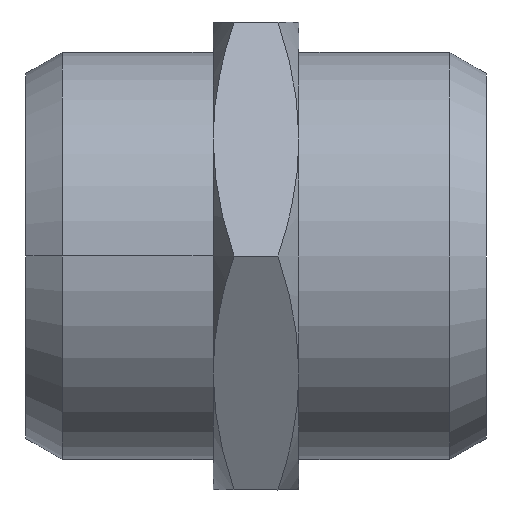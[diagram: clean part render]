
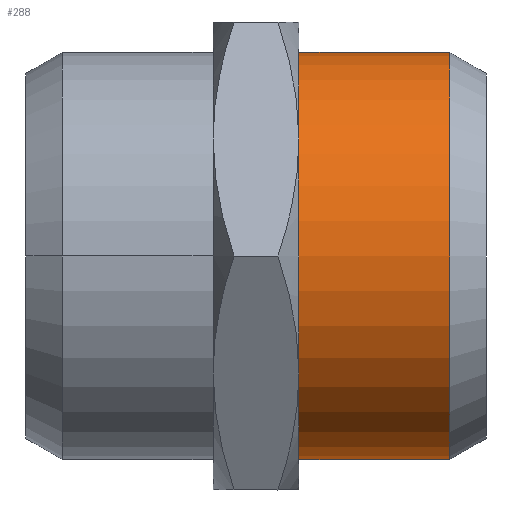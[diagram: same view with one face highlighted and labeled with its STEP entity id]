
A CAD part, left-side view. The second image highlights one B-rep face of the part: STEP entity #288.
In plain terms, the highlighted cylindrical face has radius 13.05 mm (diameter 26.1 mm), a partial arc.
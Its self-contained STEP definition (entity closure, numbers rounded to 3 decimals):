
#18 = EDGE_LOOP ( 'NONE', ( #91, #361, #44, #547 ) ) ;
#44 = ORIENTED_EDGE ( 'NONE', *, *, #914, .T. ) ;
#79 = DIRECTION ( 'NONE',  ( 0., -1., 0. ) ) ;
#91 = ORIENTED_EDGE ( 'NONE', *, *, #819, .F. ) ;
#134 = AXIS2_PLACEMENT_3D ( 'NONE', #509, #521, #749 ) ;
#137 = CARTESIAN_POINT ( 'NONE',  ( 0., 12., 0. ) ) ;
#161 = LINE ( 'NONE', #976, #337 ) ;
#166 = CIRCLE ( 'NONE', #134, 13.05 ) ;
#173 = EDGE_CURVE ( 'NONE', #975, #852, #203, .T. ) ;
#203 = CIRCLE ( 'NONE', #813, 13.05 ) ;
#244 = DIRECTION ( 'NONE',  ( 0., 0., -1. ) ) ;
#246 = AXIS2_PLACEMENT_3D ( 'NONE', #137, #397, #627 ) ;
#288 = ADVANCED_FACE ( 'NONE', ( #696 ), #761, .T. ) ;
#337 = VECTOR ( 'NONE', #501, 1000. ) ;
#361 = ORIENTED_EDGE ( 'NONE', *, *, #173, .F. ) ;
#396 = CARTESIAN_POINT ( 'NONE',  ( 0., 2.338, -13.05 ) ) ;
#397 = DIRECTION ( 'NONE',  ( 0., -1., 0. ) ) ;
#499 = CARTESIAN_POINT ( 'NONE',  ( 0., 12., -13.05 ) ) ;
#501 = DIRECTION ( 'NONE',  ( 0., -1., 0. ) ) ;
#509 = CARTESIAN_POINT ( 'NONE',  ( 0., 2.338, 0. ) ) ;
#521 = DIRECTION ( 'NONE',  ( 0., 1., 0. ) ) ;
#547 = ORIENTED_EDGE ( 'NONE', *, *, #974, .T. ) ;
#604 = LINE ( 'NONE', #713, #736 ) ;
#627 = DIRECTION ( 'NONE',  ( 0., 0., -1. ) ) ;
#696 = FACE_OUTER_BOUND ( 'NONE', #18, .T. ) ;
#713 = CARTESIAN_POINT ( 'NONE',  ( 0., 12., 13.05 ) ) ;
#736 = VECTOR ( 'NONE', #79, 1000. ) ;
#749 = DIRECTION ( 'NONE',  ( 0., 0., 1. ) ) ;
#761 = CYLINDRICAL_SURFACE ( 'NONE', #246, 13.05 ) ;
#770 = VERTEX_POINT ( 'NONE', #396 ) ;
#792 = CARTESIAN_POINT ( 'NONE',  ( 0., 12., 13.05 ) ) ;
#813 = AXIS2_PLACEMENT_3D ( 'NONE', #887, #1062, #244 ) ;
#819 = EDGE_CURVE ( 'NONE', #852, #893, #604, .T. ) ;
#852 = VERTEX_POINT ( 'NONE', #792 ) ;
#887 = CARTESIAN_POINT ( 'NONE',  ( 0., 12., 0. ) ) ;
#893 = VERTEX_POINT ( 'NONE', #967 ) ;
#914 = EDGE_CURVE ( 'NONE', #975, #770, #161, .T. ) ;
#967 = CARTESIAN_POINT ( 'NONE',  ( 0., 2.338, 13.05 ) ) ;
#974 = EDGE_CURVE ( 'NONE', #770, #893, #166, .T. ) ;
#975 = VERTEX_POINT ( 'NONE', #499 ) ;
#976 = CARTESIAN_POINT ( 'NONE',  ( 0., 12., -13.05 ) ) ;
#1062 = DIRECTION ( 'NONE',  ( 0., 1., 0. ) ) ;
